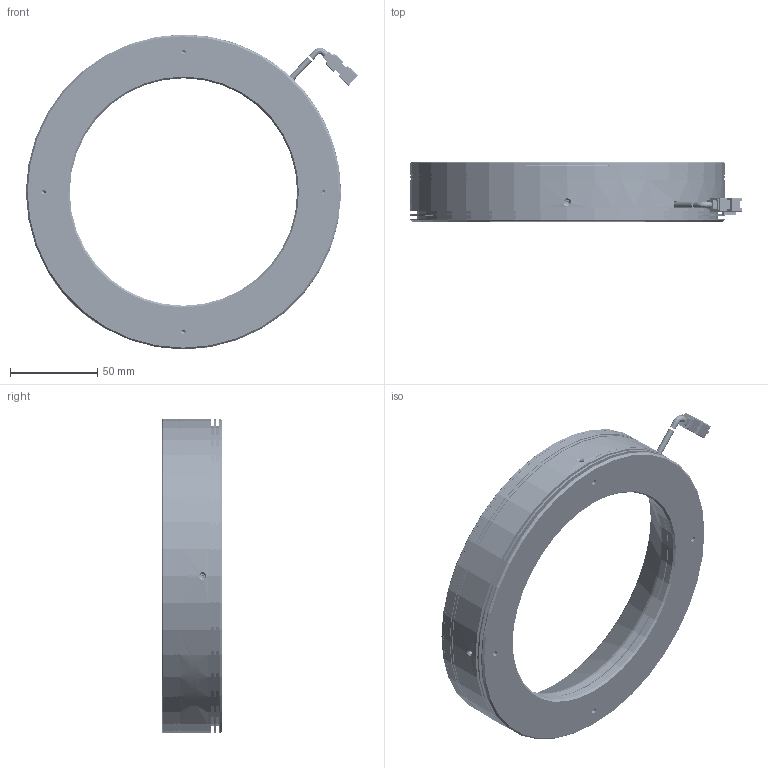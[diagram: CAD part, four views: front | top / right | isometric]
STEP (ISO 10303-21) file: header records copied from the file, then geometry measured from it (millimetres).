
FILE_DESCRIPTION (( 'STEP AP214' ), '1' );
FILE_NAME ('660022-W.STEP', '2019-03-28T09:06:56', ( 'user' ), ( '微软中国' ), 'SwSTEP 2.0', 'SolidWorks 2016', '' );
FILE_SCHEMA (( 'AUTOMOTIVE_DESIGN' ));
Length unit declared in the file: millimetre
Products named in the file (1): 660022-W
Bounding box: 189.81 x 34 x 180 mm (x, y, z)
Volume: 204940.9 mm3; surface area: 199275.7 mm2
Topology: 506 solids, 506 shells, 8844 faces, 20965 edges, 13648 vertices
Faces by surface type: plane 6099, cylinder 2169, bspline 513, cone 63
Entity records: 357443 total; most frequent: CARTESIAN_POINT 52725, DIRECTION 41807, ORIENTED_EDGE 39896, EDGE_CURVE 19948, LINE 14411, VECTOR 14411, AXIS2_PLACEMENT_3D 13698, VERTEX_POINT 13648
